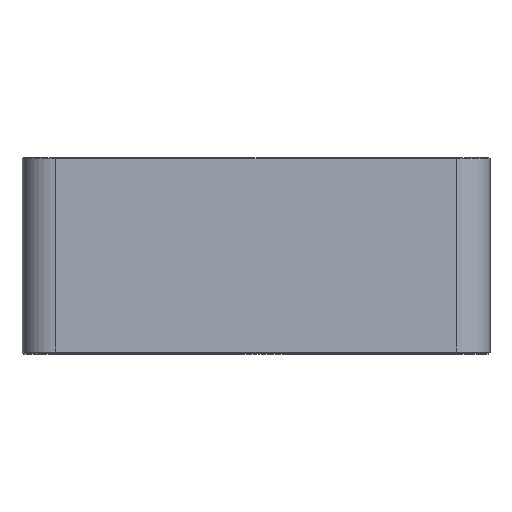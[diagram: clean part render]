
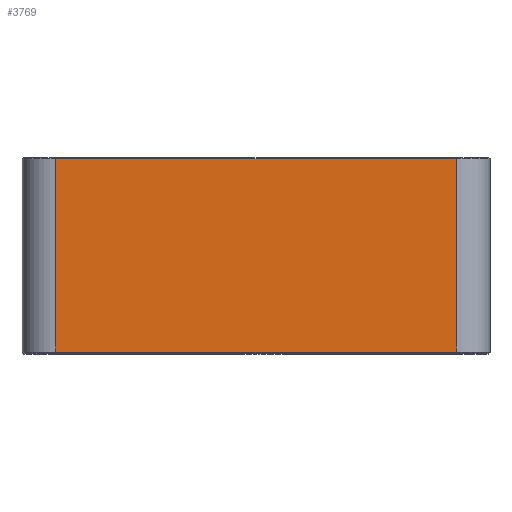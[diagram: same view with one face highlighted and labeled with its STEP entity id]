
A CAD part, top view. The second image highlights one B-rep face of the part: STEP entity #3769.
In plain terms, the highlighted planar face has unit normal (0, 0, 1).
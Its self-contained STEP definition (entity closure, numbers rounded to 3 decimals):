
#238 = VERTEX_POINT ( 'NONE', #8268 ) ;
#840 = CARTESIAN_POINT ( 'NONE',  ( -38.5, 0.2, 57. ) ) ;
#1138 = AXIS2_PLACEMENT_3D ( 'NONE', #11714, #12819, #12721 ) ;
#1271 = CARTESIAN_POINT ( 'NONE',  ( 38.5, 1.6, 57. ) ) ;
#1369 = DIRECTION ( 'NONE',  ( 0., 1., 0. ) ) ;
#3167 = ORIENTED_EDGE ( 'NONE', *, *, #14478, .T. ) ;
#3538 = VECTOR ( 'NONE', #11423, 1000. ) ;
#3769 = ADVANCED_FACE ( 'NONE', ( #10217 ), #4716, .F. ) ;
#4139 = ORIENTED_EDGE ( 'NONE', *, *, #10031, .T. ) ;
#4716 = PLANE ( 'NONE',  #1138 ) ;
#5220 = EDGE_LOOP ( 'NONE', ( #4139, #8474, #11322, #3167 ) ) ;
#6141 = VECTOR ( 'NONE', #1369, 1000. ) ;
#6890 = VECTOR ( 'NONE', #11324, 1000. ) ;
#6986 = EDGE_CURVE ( 'NONE', #12442, #10415, #7498, .T. ) ;
#7498 = LINE ( 'NONE', #10041, #8048 ) ;
#7874 = DIRECTION ( 'NONE',  ( 0., -1., 0. ) ) ;
#8048 = VECTOR ( 'NONE', #7874, 1000. ) ;
#8268 = CARTESIAN_POINT ( 'NONE',  ( 38.5, 0.2, 57. ) ) ;
#8474 = ORIENTED_EDGE ( 'NONE', *, *, #11306, .T. ) ;
#8521 = LINE ( 'NONE', #1271, #6141 ) ;
#9508 = VERTEX_POINT ( 'NONE', #11566 ) ;
#9966 = LINE ( 'NONE', #10100, #6890 ) ;
#10031 = EDGE_CURVE ( 'NONE', #238, #9508, #8521, .T. ) ;
#10041 = CARTESIAN_POINT ( 'NONE',  ( -38.5, 1.6, 57. ) ) ;
#10100 = CARTESIAN_POINT ( 'NONE',  ( 45., 0.2, 57. ) ) ;
#10217 = FACE_OUTER_BOUND ( 'NONE', #5220, .T. ) ;
#10415 = VERTEX_POINT ( 'NONE', #840 ) ;
#11306 = EDGE_CURVE ( 'NONE', #9508, #12442, #12614, .T. ) ;
#11322 = ORIENTED_EDGE ( 'NONE', *, *, #6986, .T. ) ;
#11324 = DIRECTION ( 'NONE',  ( 1., 0., 0. ) ) ;
#11423 = DIRECTION ( 'NONE',  ( -1., 0., 0. ) ) ;
#11566 = CARTESIAN_POINT ( 'NONE',  ( 38.5, 37.4, 57. ) ) ;
#11674 = CARTESIAN_POINT ( 'NONE',  ( -38.5, 37.4, 57. ) ) ;
#11714 = CARTESIAN_POINT ( 'NONE',  ( 45., 1.6, 57. ) ) ;
#12442 = VERTEX_POINT ( 'NONE', #11674 ) ;
#12614 = LINE ( 'NONE', #13646, #3538 ) ;
#12721 = DIRECTION ( 'NONE',  ( -1., 0., 0. ) ) ;
#12819 = DIRECTION ( 'NONE',  ( 0., 0., -1. ) ) ;
#13646 = CARTESIAN_POINT ( 'NONE',  ( -38.5, 37.4, 57. ) ) ;
#14478 = EDGE_CURVE ( 'NONE', #10415, #238, #9966, .T. ) ;
